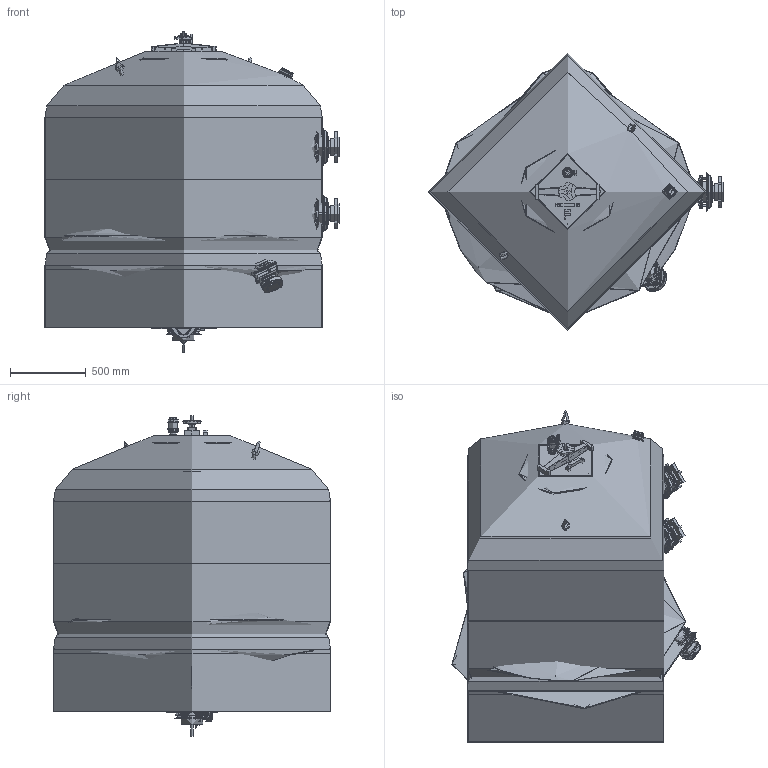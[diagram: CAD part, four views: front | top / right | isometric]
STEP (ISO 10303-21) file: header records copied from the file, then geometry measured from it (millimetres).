
FILE_DESCRIPTION( ( '' ), '1' );
FILE_NAME( 'HCFF70902WVA.stp', '2022-03-22T07:38:33', ( 'HAYWARD COMMERCIAL AQUATICS' ), ( 'HAYWARD COMMERCIAL AQUATICS' ), 'PSStep 14.0', ' ', ' ' );
FILE_SCHEMA( ( 'AUTOMOTIVE_DESIGN { 1 0 10303 214 1 1 1 1 }' ) );
Length unit declared in the file: millimetre
Products named in the file (66): Junta Netvitc System Ø90 EPDM con anillo acero A-4; Brida tornillos d-125-oa2; Desaigua filtre industrial 1pols-oa11; Manòmetre filtro industrial 2011 ; Brida tornillos d-90; Assem1; TAPON NETVITC Ø 90 C-B (CON TORNILLERIA INOX 316); Válvula de bola 32-1pols; Sortida Descarga arena Ø90 2010-oa10; Tapa oval filtro industrial completa 2,5 BARS-oa9; Sortida tornillos d-90 1800-2000-oa1; Manòmetre  ; Sortida tornillos d-90 1800-2000-oa3; Brida Netvitc System Ø90; Volante Filtro; Base tapa ovalada filtro 2,5 BARS-oa7; Filtre 1800 FB HAYW 170705-oa14; Junta Netvitc System Ø90 EPDM; Anillo Acero A-4 Netvitc System Ø90; ½ Brida Netvitc System Ø90; Screw_DIN_912_M8x40_v8.00; Nut_DIN_934_M8_v8.00; Varilla Roscada M-14x165mm Inox 304; TUERCA SUPERIOR SUJ_JUNTA TAP_OV; Base tapa ovalada filtro 2,5 BAR Act-oa6; CUERPO BRIDA DE TORNILLOS D-90 Rev140124; Tornillo M-10x55 Zinc. DIN 933; Tapon Netvitc System Ø90; Portabrida Netvitc System Ø90 PVC; cos válvula 32-1pols; manguito valvula bola 32-1pols; femella valvula 32-1pols; maneta válvula 32-1pols; Volante filtro-oa8; INSERTO PARA VOLANTE M-14 FIBERPOOL; cos manòmetre filtre industrial; fons manòmetre; agulla manòmetre; vidre manòmetre; CUERPO BRIDA DE TORNILLOS D-125  ...
Bounding box: 1941 x 1830 x 2115.5 mm (x, y, z)
Volume: 432778313.7 mm3; surface area: 92449518.2 mm2
Topology: 332 solids, 332 shells, 8663 faces, 20873 edges, 13367 vertices
Faces by surface type: plane 5077, cylinder 2332, cone 536, bspline 362, torus 301, sphere 39, offset 10, extrusion 6
Full cylindrical faces by diameter (mm): 4 x48, 6 x45, 6.466 x11, 6.647 x11, 8 x30, 10 x127, 11.75 x3, 11.835 x10, 11.887 x4, 12 x5, 13 x19, 14 x27, 14.5 x5, 15.5 x4, 16 x5, 16.5 x4, 18 x40, 19.6 x5, 21 x8, 21.403 x15, 22 x3, 22.5 x4, 23 x8, 23.5 x8, 24 x10, 24.376 x4, 25 x15, 26 x24, 26.3 x4, 27 x4
Entity records: 86169 total; most frequent: CARTESIAN_POINT 45307, DIRECTION 6285, ORIENTED_EDGE 5622, EDGE_CURVE 2811, AXIS2_PLACEMENT_3D 2388, VERTEX_POINT 1939, EDGE_LOOP 1812, FACE_OUTER_BOUND 1543
